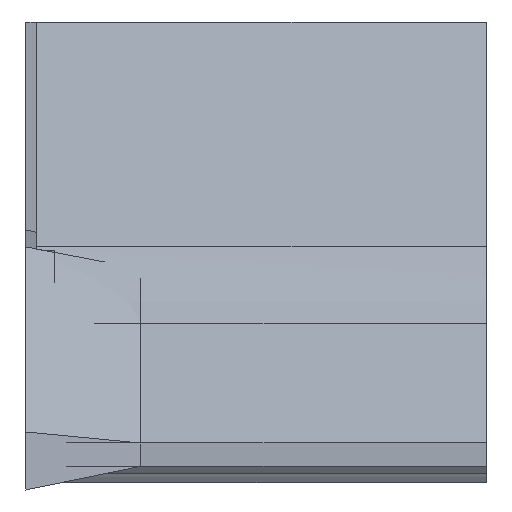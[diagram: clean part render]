
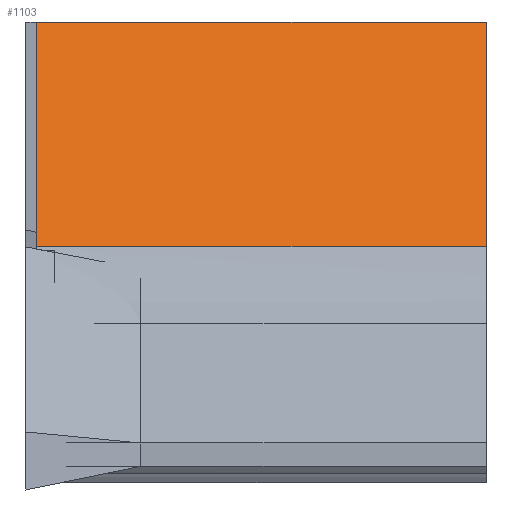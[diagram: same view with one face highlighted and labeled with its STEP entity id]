
A CAD part, left-side view. The second image highlights one B-rep face of the part: STEP entity #1103.
In plain terms, the highlighted planar face has unit normal (-0.616, 0, 0.788).
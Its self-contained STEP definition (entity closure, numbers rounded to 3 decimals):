
#105 = CARTESIAN_POINT ( 'NONE',  ( 6.557, -0.3, -18.898 ) ) ;
#128 = ORIENTED_EDGE ( 'NONE', *, *, #1849, .F. ) ;
#189 = CARTESIAN_POINT ( 'NONE',  ( 52.888, 127.625, 17.3 ) ) ;
#199 = ORIENTED_EDGE ( 'NONE', *, *, #1853, .F. ) ;
#223 = PLANE ( 'NONE',  #1452 ) ;
#229 = DIRECTION ( 'NONE',  ( 0.616, 0., -0.788 ) ) ;
#238 = DIRECTION ( 'NONE',  ( 0.788, 0., 0.616 ) ) ;
#251 = CARTESIAN_POINT ( 'NONE',  ( 6.557, -12.7, -18.898 ) ) ;
#262 = ORIENTED_EDGE ( 'NONE', *, *, #1843, .T. ) ;
#273 = VECTOR ( 'NONE', #843, 1000. ) ;
#325 = VERTEX_POINT ( 'NONE', #2053 ) ;
#421 = VECTOR ( 'NONE', #866, 1000. ) ;
#696 = LINE ( 'NONE', #873, #273 ) ;
#738 = LINE ( 'NONE', #853, #1475 ) ;
#794 = VECTOR ( 'NONE', #901, 1000. ) ;
#843 = DIRECTION ( 'NONE',  ( 0., -1., 0. ) ) ;
#853 = CARTESIAN_POINT ( 'NONE',  ( -0.669, -12.7, -24.543 ) ) ;
#857 = ORIENTED_EDGE ( 'NONE', *, *, #1834, .T. ) ;
#866 = DIRECTION ( 'NONE',  ( -0.788, 0., -0.616 ) ) ;
#873 = CARTESIAN_POINT ( 'NONE',  ( 14.49, -12.7, -12.7 ) ) ;
#880 = DIRECTION ( 'NONE',  ( -0.788, 0., -0.616 ) ) ;
#889 = CARTESIAN_POINT ( 'NONE',  ( 52.888, -0.3, 17.3 ) ) ;
#901 = DIRECTION ( 'NONE',  ( 0., -1., 0. ) ) ;
#926 = CARTESIAN_POINT ( 'NONE',  ( 6.557, 127.625, -18.898 ) ) ;
#947 = LINE ( 'NONE', #926, #794 ) ;
#1098 = VERTEX_POINT ( 'NONE', #105 ) ;
#1103 = ADVANCED_FACE ( 'NONE', ( #2009 ), #223, .F. ) ;
#1349 = VERTEX_POINT ( 'NONE', #2479 ) ;
#1447 = LINE ( 'NONE', #889, #421 ) ;
#1452 = AXIS2_PLACEMENT_3D ( 'NONE', #189, #229, #238 ) ;
#1475 = VECTOR ( 'NONE', #880, 1000. ) ;
#1834 = EDGE_CURVE ( 'NONE', #1098, #2233, #947, .T. ) ;
#1843 = EDGE_CURVE ( 'NONE', #325, #1098, #1447, .T. ) ;
#1849 = EDGE_CURVE ( 'NONE', #1349, #2233, #738, .T. ) ;
#1853 = EDGE_CURVE ( 'NONE', #325, #1349, #696, .T. ) ;
#1973 = EDGE_LOOP ( 'NONE', ( #262, #857, #128, #199 ) ) ;
#2009 = FACE_OUTER_BOUND ( 'NONE', #1973, .T. ) ;
#2053 = CARTESIAN_POINT ( 'NONE',  ( 14.49, -0.3, -12.7 ) ) ;
#2233 = VERTEX_POINT ( 'NONE', #251 ) ;
#2479 = CARTESIAN_POINT ( 'NONE',  ( 14.49, -12.7, -12.7 ) ) ;
